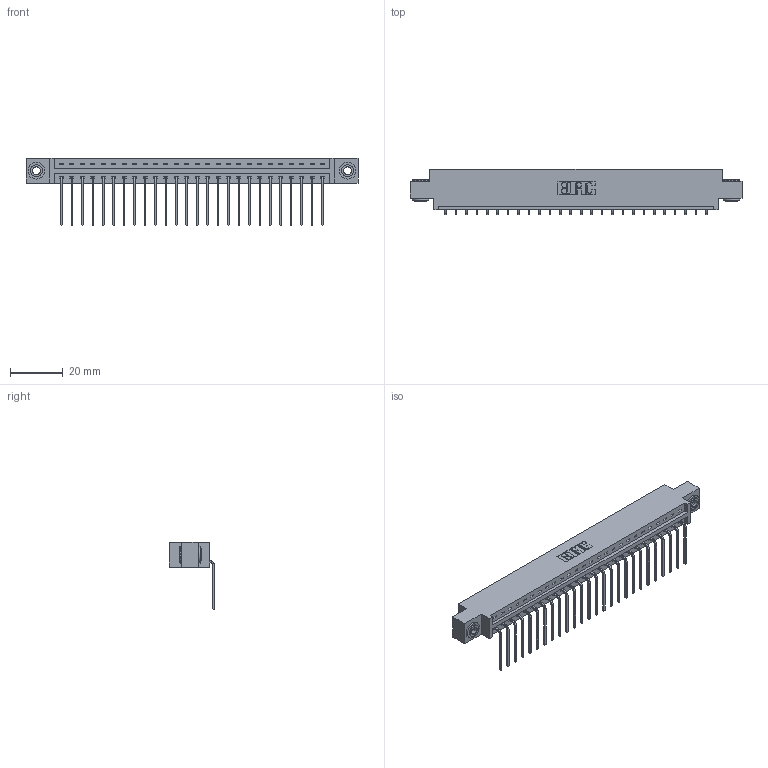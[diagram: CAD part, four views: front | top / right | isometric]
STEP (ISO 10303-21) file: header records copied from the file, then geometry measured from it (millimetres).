
FILE_DESCRIPTION (( 'STEP AP203' ), '1' );
FILE_NAME ('337-026-559-603.STEP', '2018-08-06T06:46:13', ( '' ), ( '' ), 'SwSTEP 2.0', 'SolidWorks 2016', '' );
FILE_SCHEMA (( 'CONFIG_CONTROL_DESIGN' ));
Length unit declared in the file: inch
Products named in the file (4): 345-292-001_558 559 Tail - 1; 345-250-002_345-250-002-102; 337-026-559-603; 337 Part_0.170 Offset - 0.156 Dia-TH
Assembly tree (29 placements, depth 2):
  337-026-559-603
    337 Part_0.170 Offset - 0.156 Dia-TH
    345-292-001_558 559 Tail - 1  x26
    345-250-002_345-250-002-102  x2
Bounding box: 126.03 x 17.09 x 25.53 mm (x, y, z)
Volume: 12887.5 mm3; surface area: 14089.8 mm2
Topology: 29 solids, 29 shells, 1820 faces, 5443 edges, 3590 vertices
Faces by surface type: plane 1332, cylinder 480, cone 8
Entity records: 22262 total; most frequent: CARTESIAN_POINT 3855, ORIENTED_EDGE 3810, DIRECTION 3311, EDGE_CURVE 1905, VECTOR 1753, LINE 1753, VERTEX_POINT 1266, AXIS2_PLACEMENT_3D 779
